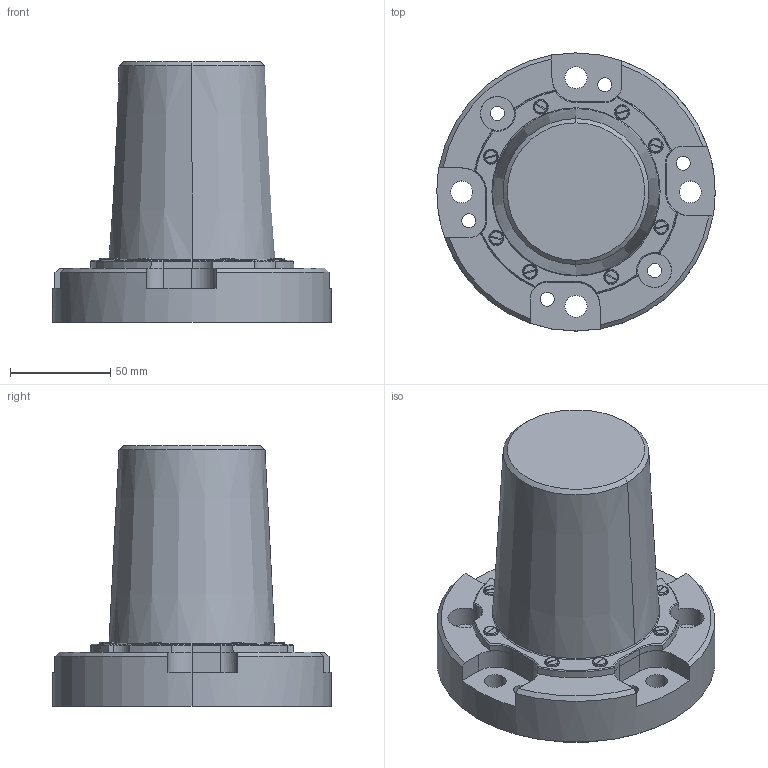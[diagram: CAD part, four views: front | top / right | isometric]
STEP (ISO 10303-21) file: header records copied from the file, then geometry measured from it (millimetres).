
FILE_DESCRIPTION (( 'STEP AP214' ), '1' );
FILE_NAME ('FMANOM1143_3D.step', '2023-11-07T22:05:04', ( '' ), ( '' ), 'SwSTEP 2.0', 'SolidWorks 2022', '' );
FILE_SCHEMA (( 'AUTOMOTIVE_DESIGN' ));
Length unit declared in the file: millimetre
Products named in the file (1): FMANOM1143_3D
Bounding box: 139 x 139 x 130 mm (x, y, z)
Volume: 335555.8 mm3; surface area: 118158.4 mm2
Topology: 1 solids, 24 shells, 482 faces, 1114 edges, 720 vertices
Faces by surface type: cylinder 192, plane 183, torus 56, cone 45, bspline 6
Entity records: 15121 total; most frequent: CARTESIAN_POINT 3781, DIRECTION 2535, ORIENTED_EDGE 2228, EDGE_CURVE 1114, AXIS2_PLACEMENT_3D 1057, VERTEX_POINT 720, CIRCLE 580, EDGE_LOOP 570
